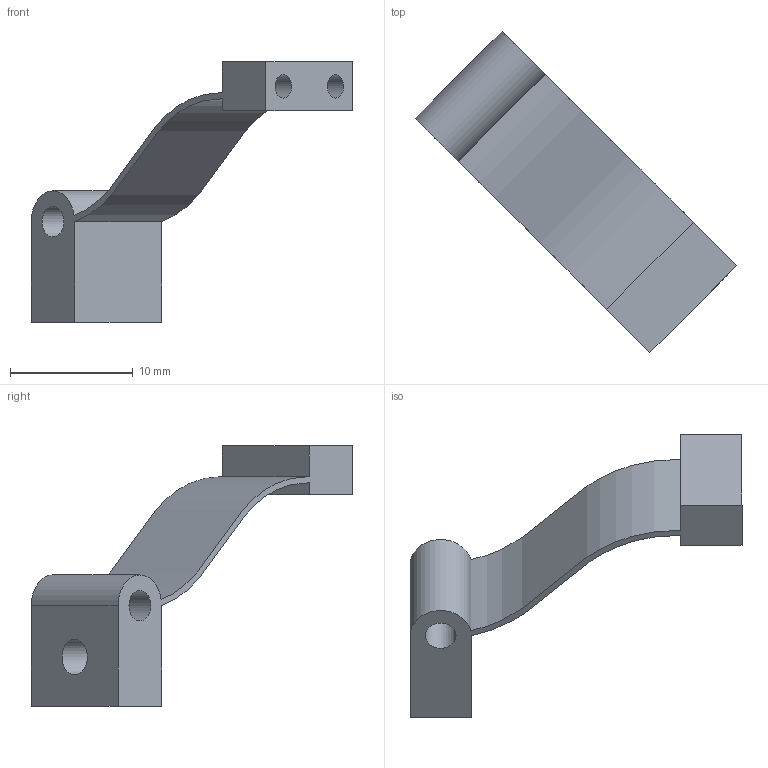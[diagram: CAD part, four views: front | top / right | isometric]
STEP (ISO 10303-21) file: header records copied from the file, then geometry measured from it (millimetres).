
FILE_DESCRIPTION(('Open CASCADE Model'),'2;1');
FILE_NAME('Open CASCADE Shape Model','2024-10-27T14:09:28',('Author'),( 'Open CASCADE'),'Open CASCADE STEP processor 7.7','Open CASCADE 7.7' ,'Unknown');
FILE_SCHEMA(('AUTOMOTIVE_DESIGN { 1 0 10303 214 1 1 1 1 }'));
Length unit declared in the file: millimetre
Products named in the file (1): COMPOUND
Bounding box: 26.16 x 26.16 x 21.18 mm (x, y, z)
Volume: 728.6 mm3; surface area: 1150.2 mm2
Topology: 1 solids, 1 shells, 20 faces, 45 edges, 30 vertices
Faces by surface type: plane 13, cylinder 5, bspline 2
Full cylindrical faces by diameter (mm): 1.9 x2, 2.5 x1, 2.9 x1
Entity records: 1244 total; most frequent: CARTESIAN_POINT 345, DIRECTION 152, ORIENTED_EDGE 90, PCURVE 90, DEFINITIONAL_REPRESENTATION 90, LINE 89, VECTOR 89, EDGE_CURVE 45
